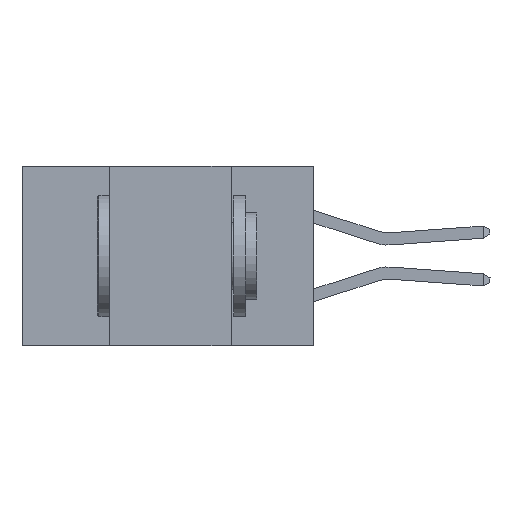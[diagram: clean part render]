
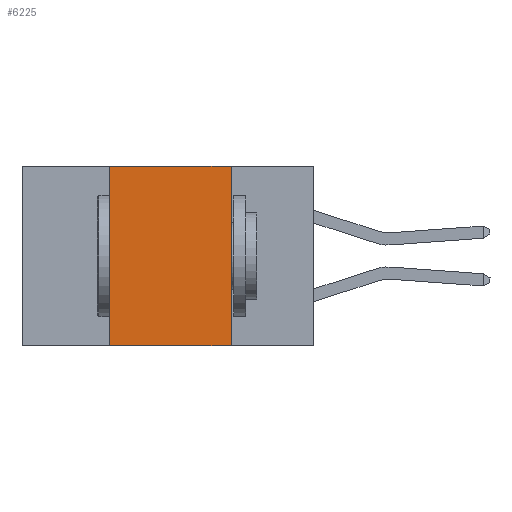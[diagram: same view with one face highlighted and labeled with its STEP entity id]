
A CAD part, left-side view. The second image highlights one B-rep face of the part: STEP entity #6225.
In plain terms, the highlighted planar face has unit normal (-1, 0, 0).
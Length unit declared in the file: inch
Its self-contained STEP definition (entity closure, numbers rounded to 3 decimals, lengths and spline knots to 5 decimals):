
#2540 = CARTESIAN_POINT ( 'NONE',  ( 0., 0.17, 0. ) ) ;
#2867 = DIRECTION ( 'NONE',  ( 0., -1., 0. ) ) ;
#3374 = CARTESIAN_POINT ( 'NONE',  ( 0., 0.42, 0. ) ) ;
#4033 = CARTESIAN_POINT ( 'NONE',  ( 0., 0.42, -0.37 ) ) ;
#4317 = VECTOR ( 'NONE', #6576, 39.37008 ) ;
#5713 = VERTEX_POINT ( 'NONE', #22156 ) ;
#5816 = VERTEX_POINT ( 'NONE', #3374 ) ;
#6144 = LINE ( 'NONE', #2540, #16392 ) ;
#6225 = ADVANCED_FACE ( 'NONE', ( #19508 ), #16558, .F. ) ;
#6316 = DIRECTION ( 'NONE',  ( 0., 0., -1. ) ) ;
#6432 = VECTOR ( 'NONE', #20333, 39.37008 ) ;
#6576 = DIRECTION ( 'NONE',  ( 0., 0., 1. ) ) ;
#6764 = DIRECTION ( 'NONE',  ( 0., 0., -1. ) ) ;
#8670 = EDGE_CURVE ( 'NONE', #17548, #5713, #13647, .T. ) ;
#9512 = LINE ( 'NONE', #18859, #4317 ) ;
#11223 = EDGE_CURVE ( 'NONE', #5816, #19685, #17375, .T. ) ;
#11478 = CARTESIAN_POINT ( 'NONE',  ( 0., 0.6, 0. ) ) ;
#12313 = ORIENTED_EDGE ( 'NONE', *, *, #12525, .F. ) ;
#12525 = EDGE_CURVE ( 'NONE', #19685, #5713, #6144, .T. ) ;
#13647 = LINE ( 'NONE', #14683, #6432 ) ;
#14683 = CARTESIAN_POINT ( 'NONE',  ( 0., 0.6, -0.37 ) ) ;
#15002 = DIRECTION ( 'NONE',  ( 1., 0., 0. ) ) ;
#15424 = ORIENTED_EDGE ( 'NONE', *, *, #8670, .T. ) ;
#15850 = AXIS2_PLACEMENT_3D ( 'NONE', #11478, #15002, #6316 ) ;
#16011 = VECTOR ( 'NONE', #2867, 39.37008 ) ;
#16392 = VECTOR ( 'NONE', #6764, 39.37008 ) ;
#16558 = PLANE ( 'NONE',  #15850 ) ;
#16895 = CARTESIAN_POINT ( 'NONE',  ( 0., 0.6, 0. ) ) ;
#17375 = LINE ( 'NONE', #16895, #16011 ) ;
#17548 = VERTEX_POINT ( 'NONE', #4033 ) ;
#17619 = ORIENTED_EDGE ( 'NONE', *, *, #11223, .F. ) ;
#17650 = EDGE_CURVE ( 'NONE', #17548, #5816, #9512, .T. ) ;
#18859 = CARTESIAN_POINT ( 'NONE',  ( 0., 0.42, 0. ) ) ;
#19358 = ORIENTED_EDGE ( 'NONE', *, *, #17650, .F. ) ;
#19508 = FACE_OUTER_BOUND ( 'NONE', #21532, .T. ) ;
#19685 = VERTEX_POINT ( 'NONE', #21059 ) ;
#20333 = DIRECTION ( 'NONE',  ( 0., -1., 0. ) ) ;
#21059 = CARTESIAN_POINT ( 'NONE',  ( 0., 0.17, 0. ) ) ;
#21532 = EDGE_LOOP ( 'NONE', ( #12313, #17619, #19358, #15424 ) ) ;
#22156 = CARTESIAN_POINT ( 'NONE',  ( 0., 0.17, -0.37 ) ) ;
